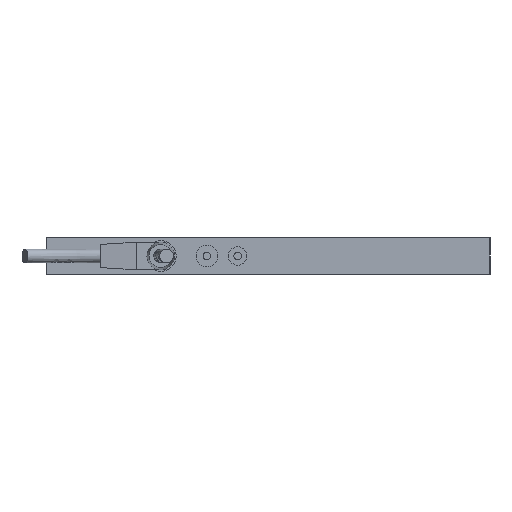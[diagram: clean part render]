
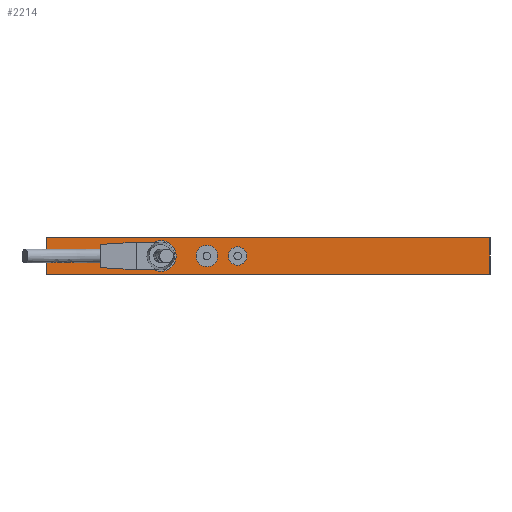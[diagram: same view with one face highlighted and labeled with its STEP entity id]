
A CAD part, left-side view. The second image highlights one B-rep face of the part: STEP entity #2214.
In plain terms, the highlighted planar face has unit normal (-1, 0, 0).
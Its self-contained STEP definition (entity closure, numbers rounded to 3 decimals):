
#83=FACE_BOUND('',#415,.T.);
#84=FACE_BOUND('',#416,.T.);
#85=FACE_BOUND('',#417,.T.);
#117=PLANE('',#2400);
#244=FACE_OUTER_BOUND('',#414,.T.);
#414=EDGE_LOOP('',(#1765,#1766,#1767,#1768));
#415=EDGE_LOOP('',(#1769));
#416=EDGE_LOOP('',(#1770));
#417=EDGE_LOOP('',(#1771));
#557=LINE('',#3236,#783);
#642=LINE('',#3472,#868);
#647=LINE('',#3483,#873);
#648=LINE('',#3484,#874);
#783=VECTOR('',#2579,144.);
#868=VECTOR('',#2774,144.);
#873=VECTOR('',#2787,12.);
#874=VECTOR('',#2788,12.);
#1029=CIRCLE('',#2381,1.5);
#1031=CIRCLE('',#2384,3.);
#1035=CIRCLE('',#2390,3.5);
#1083=VERTEX_POINT('',#3233);
#1084=VERTEX_POINT('',#3235);
#1167=VERTEX_POINT('',#3438);
#1169=VERTEX_POINT('',#3443);
#1173=VERTEX_POINT('',#3453);
#1179=VERTEX_POINT('',#3469);
#1180=VERTEX_POINT('',#3471);
#1292=EDGE_CURVE('',#1084,#1083,#557,.T.);
#1392=EDGE_CURVE('',#1167,#1167,#1029,.T.);
#1394=EDGE_CURVE('',#1169,#1169,#1031,.T.);
#1398=EDGE_CURVE('',#1173,#1173,#1035,.T.);
#1406=EDGE_CURVE('',#1180,#1179,#642,.T.);
#1411=EDGE_CURVE('',#1180,#1083,#647,.T.);
#1412=EDGE_CURVE('',#1179,#1084,#648,.T.);
#1765=ORIENTED_EDGE('',*,*,#1292,.T.);
#1766=ORIENTED_EDGE('',*,*,#1411,.F.);
#1767=ORIENTED_EDGE('',*,*,#1406,.T.);
#1768=ORIENTED_EDGE('',*,*,#1412,.T.);
#1769=ORIENTED_EDGE('',*,*,#1398,.T.);
#1770=ORIENTED_EDGE('',*,*,#1392,.T.);
#1771=ORIENTED_EDGE('',*,*,#1394,.T.);
#2214=ADVANCED_FACE('',(#244,#83,#84,#85),#117,.T.);
#2381=AXIS2_PLACEMENT_3D('',#3439,#2738,#2739);
#2384=AXIS2_PLACEMENT_3D('',#3444,#2744,#2745);
#2390=AXIS2_PLACEMENT_3D('',#3454,#2756,#2757);
#2400=AXIS2_PLACEMENT_3D('',#3482,#2785,#2786);
#2579=DIRECTION('',(0.,1.,0.));
#2738=DIRECTION('center_axis',(1.,0.,0.));
#2739=DIRECTION('ref_axis',(0.,0.,-1.));
#2744=DIRECTION('center_axis',(1.,0.,0.));
#2745=DIRECTION('ref_axis',(0.,0.,-1.));
#2756=DIRECTION('center_axis',(1.,0.,0.));
#2757=DIRECTION('ref_axis',(0.,0.,-1.));
#2774=DIRECTION('',(0.,-1.,0.));
#2785=DIRECTION('center_axis',(-1.,0.,0.));
#2786=DIRECTION('ref_axis',(0.,0.,1.));
#2787=DIRECTION('',(0.,0.,1.));
#2788=DIRECTION('',(0.,0.,1.));
#3233=CARTESIAN_POINT('',(-25.995,26.625,12.));
#3235=CARTESIAN_POINT('',(-25.995,-117.375,12.));
#3236=CARTESIAN_POINT('',(-25.995,-117.375,12.));
#3438=CARTESIAN_POINT('',(-25.995,-10.375,7.5));
#3439=CARTESIAN_POINT('Origin',(-25.995,-10.375,6.));
#3443=CARTESIAN_POINT('',(-25.995,-35.375,9.));
#3444=CARTESIAN_POINT('Origin',(-25.995,-35.375,6.));
#3453=CARTESIAN_POINT('',(-25.995,-25.375,9.5));
#3454=CARTESIAN_POINT('Origin',(-25.995,-25.375,6.));
#3469=CARTESIAN_POINT('',(-25.995,-117.375,0.));
#3471=CARTESIAN_POINT('',(-25.995,26.625,0.));
#3472=CARTESIAN_POINT('',(-25.995,26.625,0.));
#3482=CARTESIAN_POINT('Origin',(-25.995,-117.375,0.));
#3483=CARTESIAN_POINT('',(-25.995,26.625,0.));
#3484=CARTESIAN_POINT('',(-25.995,-117.375,0.));
